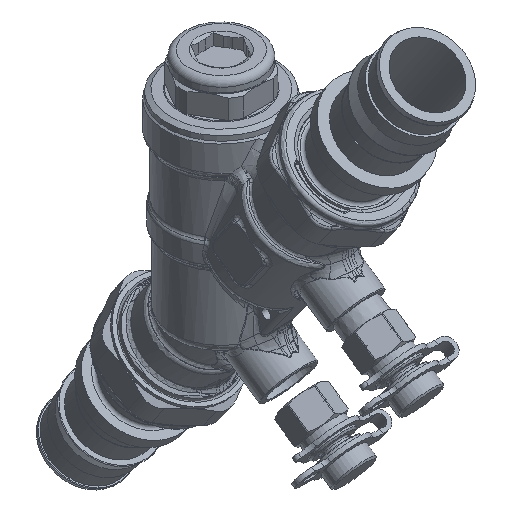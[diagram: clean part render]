
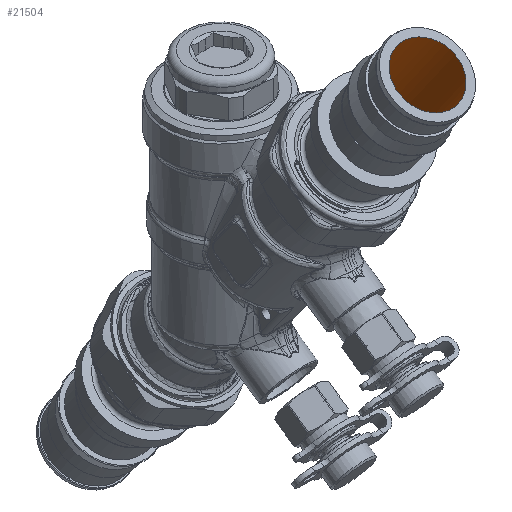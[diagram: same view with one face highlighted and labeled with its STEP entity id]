
A CAD part, isometric view. The second image highlights one B-rep face of the part: STEP entity #21504.
In plain terms, the highlighted cylindrical face has radius 10.16 mm (diameter 20.32 mm), a full revolution.
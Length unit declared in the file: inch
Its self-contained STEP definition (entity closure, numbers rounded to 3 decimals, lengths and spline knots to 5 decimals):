
#4182=FACE_OUTER_BOUND('',#5556,.T.);
#5556=EDGE_LOOP('',(#18650,#18651,#18652,#18653));
#6514=CIRCLE('',#23203,0.4);
#6535=CIRCLE('',#23242,0.4);
#6992=LINE('',#147551,#7449);
#7449=VECTOR('',#27124,0.4);
#9280=VERTEX_POINT('',#147481);
#9299=VERTEX_POINT('',#147548);
#12386=EDGE_CURVE('',#9280,#9280,#6514,.T.);
#12416=EDGE_CURVE('',#9299,#9299,#6535,.T.);
#12417=EDGE_CURVE('',#9299,#9280,#6992,.T.);
#18650=ORIENTED_EDGE('',*,*,#12416,.T.);
#18651=ORIENTED_EDGE('',*,*,#12417,.T.);
#18652=ORIENTED_EDGE('',*,*,#12386,.F.);
#18653=ORIENTED_EDGE('',*,*,#12417,.F.);
#18863=CYLINDRICAL_SURFACE('',#23243,0.4);
#21504=ADVANCED_FACE('',(#4182),#18863,.F.);
#23203=AXIS2_PLACEMENT_3D('',#147482,#27033,#27034);
#23242=AXIS2_PLACEMENT_3D('',#147549,#27120,#27121);
#23243=AXIS2_PLACEMENT_3D('',#147550,#27122,#27123);
#27033=DIRECTION('center_axis',(0.,-0.574,
0.819));
#27034=DIRECTION('ref_axis',(0.819,-0.47,-0.329));
#27120=DIRECTION('center_axis',(0.,-0.574,
0.819));
#27121=DIRECTION('ref_axis',(0.819,-0.47,-0.329));
#27122=DIRECTION('center_axis',(0.,-0.574,
0.819));
#27123=DIRECTION('ref_axis',(0.574,0.671,0.47));
#27124=DIRECTION('',(0.,0.574,-0.819));
#147481=CARTESIAN_POINT('',(-0.22943,-1.93107,-0.21318));
#147482=CARTESIAN_POINT('Origin',(0.,-1.66266,
-0.02524));
#147548=CARTESIAN_POINT('',(-0.22943,-3.03751,1.36699));
#147549=CARTESIAN_POINT('Origin',(0.,-2.76911,
1.55493));
#147550=CARTESIAN_POINT('Origin',(0.,-2.21589,
0.76484));
#147551=CARTESIAN_POINT('',(-0.22943,-2.48429,0.5769));
